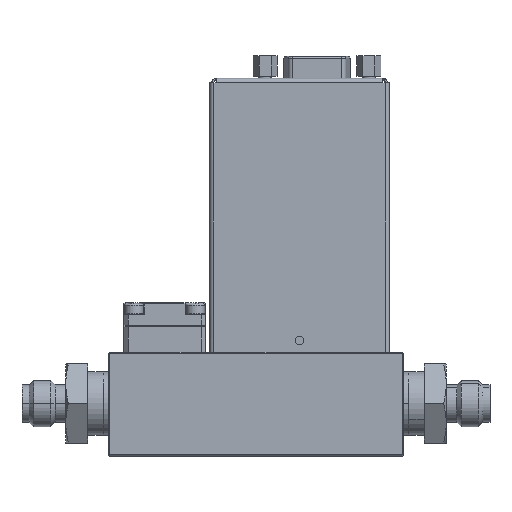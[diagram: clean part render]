
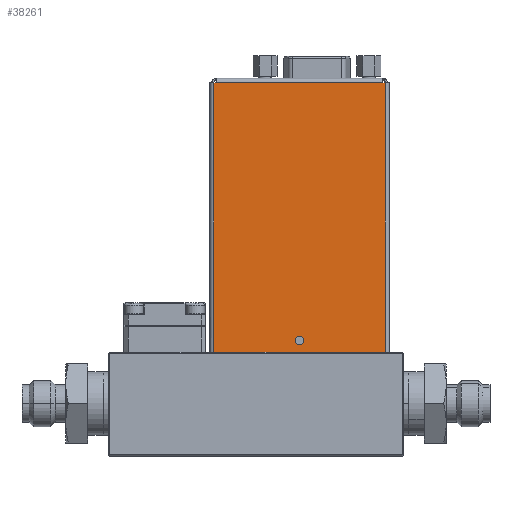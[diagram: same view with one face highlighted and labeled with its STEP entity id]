
A CAD part, top view. The second image highlights one B-rep face of the part: STEP entity #38261.
In plain terms, the highlighted planar face has unit normal (0, 0, 1).
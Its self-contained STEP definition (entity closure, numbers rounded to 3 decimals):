
#2031 = VERTEX_POINT ( 'NONE', #54404 ) ;
#2162 = VERTEX_POINT ( 'NONE', #54535 ) ;
#2185 = VERTEX_POINT ( 'NONE', #54558 ) ;
#2222 = VERTEX_POINT ( 'NONE', #54595 ) ;
#2231 = VERTEX_POINT ( 'NONE', #54604 ) ;
#13754 = FACE_OUTER_BOUND ( 'NONE', #38443, .T. ) ;
#13769 = FACE_BOUND ( 'NONE', #38446, .T. ) ;
#13771 = PLANE ( 'NONE',  #64409 ) ;
#13780 = CARTESIAN_POINT ( 'NONE',  ( 52.64, 12.3, 12.5 ) ) ;
#13781 = DIRECTION ( 'NONE',  ( 0., 0., 1. ) ) ;
#13782 = DIRECTION ( 'NONE',  ( 1., 0., 0. ) ) ;
#16176 = ORIENTED_EDGE ( 'NONE', *, *, #78259, .F. ) ;
#16178 = ORIENTED_EDGE ( 'NONE', *, *, #24141, .F. ) ;
#16180 = ORIENTED_EDGE ( 'NONE', *, *, #78457, .F. ) ;
#16182 = ORIENTED_EDGE ( 'NONE', *, *, #78444, .T. ) ;
#16184 = ORIENTED_EDGE ( 'NONE', *, *, #78314, .F. ) ;
#16186 = ORIENTED_EDGE ( 'NONE', *, *, #78484, .T. ) ;
#16188 = ORIENTED_EDGE ( 'NONE', *, *, #78340, .T. ) ;
#16190 = ORIENTED_EDGE ( 'NONE', *, *, #78482, .T. ) ;
#20927 = CARTESIAN_POINT ( 'NONE',  ( 32.5, 15.2, 12.5 ) ) ;
#20928 = DIRECTION ( 'NONE',  ( 0., 0., 1. ) ) ;
#20929 = DIRECTION ( 'NONE',  ( 1., 0., 0. ) ) ;
#24141 = EDGE_CURVE ( 'NONE', #33724, #33905, #52203, .T. ) ;
#33347 = VERTEX_POINT ( 'NONE', #39842 ) ;
#33724 = VERTEX_POINT ( 'NONE', #40178 ) ;
#33905 = VERTEX_POINT ( 'NONE', #40332 ) ;
#38261 = ADVANCED_FACE ( 'NONE', ( #13769, #13754 ), #13771, .T. ) ;
#38443 = EDGE_LOOP ( 'NONE', ( #16180, #16182, #16184, #16186, #16188, #16190 ) ) ;
#38446 = EDGE_LOOP ( 'NONE', ( #16176, #16178 ) ) ;
#39842 = CARTESIAN_POINT ( 'NONE',  ( 11.85, 12.3, 12.5 ) ) ;
#40178 = CARTESIAN_POINT ( 'NONE',  ( 31.475, 15.2, 12.5 ) ) ;
#40332 = CARTESIAN_POINT ( 'NONE',  ( 33.525, 15.2, 12.5 ) ) ;
#41762 = CIRCLE ( 'NONE', #41765, 1.025 ) ;
#41765 = AXIS2_PLACEMENT_3D ( 'NONE', #43932, #43933, #43935 ) ;
#41807 = VECTOR ( 'NONE', #44535, 1000. ) ;
#41831 = VECTOR ( 'NONE', #44937, 1000. ) ;
#41912 = VECTOR ( 'NONE', #46865, 1000. ) ;
#41932 = VECTOR ( 'NONE', #46913, 1000. ) ;
#41951 = VECTOR ( 'NONE', #47084, 1000. ) ;
#41954 = VECTOR ( 'NONE', #47090, 1000. ) ;
#43932 = CARTESIAN_POINT ( 'NONE',  ( 32.5, 15.2, 12.5 ) ) ;
#43933 = DIRECTION ( 'NONE',  ( 0., 0., 1. ) ) ;
#43935 = DIRECTION ( 'NONE',  ( 1., 0., 0. ) ) ;
#44522 = LINE ( 'NONE', #44532, #41807 ) ;
#44532 = CARTESIAN_POINT ( 'NONE',  ( 52.64, 12.3, 12.5 ) ) ;
#44535 = DIRECTION ( 'NONE',  ( -1., 0., 0. ) ) ;
#44929 = LINE ( 'NONE', #44934, #41831 ) ;
#44934 = CARTESIAN_POINT ( 'NONE',  ( 52.64, 77.3, 12.5 ) ) ;
#44937 = DIRECTION ( 'NONE',  ( -1., 0., 0. ) ) ;
#46858 = LINE ( 'NONE', #46864, #41912 ) ;
#46864 = CARTESIAN_POINT ( 'NONE',  ( 11.85, 77.3, 12.5 ) ) ;
#46865 = DIRECTION ( 'NONE',  ( 0., -1., 0. ) ) ;
#46900 = LINE ( 'NONE', #46901, #41932 ) ;
#46901 = CARTESIAN_POINT ( 'NONE',  ( 11.86, 77.3, 12.5 ) ) ;
#46913 = DIRECTION ( 'NONE',  ( 1., 0., 0. ) ) ;
#47082 = LINE ( 'NONE', #47083, #41951 ) ;
#47083 = CARTESIAN_POINT ( 'NONE',  ( 52.64, 77.3, 12.5 ) ) ;
#47084 = DIRECTION ( 'NONE',  ( -1., 0., 0. ) ) ;
#47088 = LINE ( 'NONE', #47089, #41954 ) ;
#47089 = CARTESIAN_POINT ( 'NONE',  ( 53.15, 12.3, 12.5 ) ) ;
#47090 = DIRECTION ( 'NONE',  ( 0., 1., 0. ) ) ;
#52203 = CIRCLE ( 'NONE', #52214, 1.025 ) ;
#52214 = AXIS2_PLACEMENT_3D ( 'NONE', #20927, #20928, #20929 ) ;
#54404 = CARTESIAN_POINT ( 'NONE',  ( 53.15, 12.3, 12.5 ) ) ;
#54535 = CARTESIAN_POINT ( 'NONE',  ( 52.54, 77.3, 12.5 ) ) ;
#54558 = CARTESIAN_POINT ( 'NONE',  ( 53.15, 77.3, 12.5 ) ) ;
#54595 = CARTESIAN_POINT ( 'NONE',  ( 11.85, 77.3, 12.5 ) ) ;
#54604 = CARTESIAN_POINT ( 'NONE',  ( 12.46, 77.3, 12.5 ) ) ;
#64409 = AXIS2_PLACEMENT_3D ( 'NONE', #13780, #13781, #13782 ) ;
#78259 = EDGE_CURVE ( 'NONE', #33905, #33724, #41762, .T. ) ;
#78314 = EDGE_CURVE ( 'NONE', #2031, #33347, #44522, .T. ) ;
#78340 = EDGE_CURVE ( 'NONE', #2185, #2162, #44929, .T. ) ;
#78444 = EDGE_CURVE ( 'NONE', #2222, #33347, #46858, .T. ) ;
#78457 = EDGE_CURVE ( 'NONE', #2222, #2231, #46900, .T. ) ;
#78482 = EDGE_CURVE ( 'NONE', #2162, #2231, #47082, .T. ) ;
#78484 = EDGE_CURVE ( 'NONE', #2031, #2185, #47088, .T. ) ;
